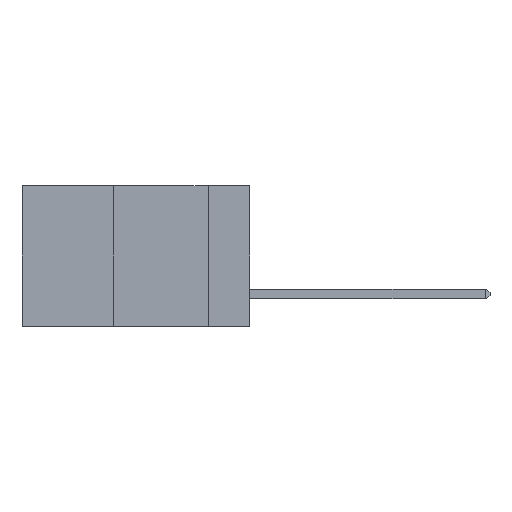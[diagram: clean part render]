
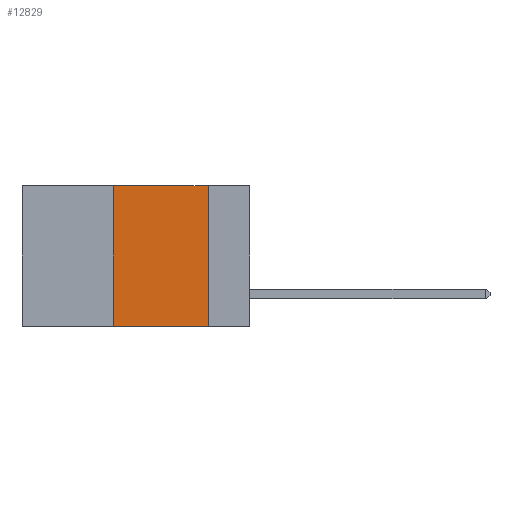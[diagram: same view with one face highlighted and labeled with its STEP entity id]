
A CAD part, left-side view. The second image highlights one B-rep face of the part: STEP entity #12829.
In plain terms, the highlighted planar face has unit normal (-1, 0, 0).
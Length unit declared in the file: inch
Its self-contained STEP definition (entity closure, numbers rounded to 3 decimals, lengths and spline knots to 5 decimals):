
#391 = FACE_OUTER_BOUND ( 'NONE', #1733, .T. ) ;
#806 = ORIENTED_EDGE ( 'NONE', *, *, #4884, .T. ) ;
#829 = DIRECTION ( 'NONE',  ( 0., -1., 0. ) ) ;
#1360 = CARTESIAN_POINT ( 'NONE',  ( 0., 0.11, -0.37 ) ) ;
#1379 = VERTEX_POINT ( 'NONE', #1360 ) ;
#1733 = EDGE_LOOP ( 'NONE', ( #5270, #6776, #9622, #806 ) ) ;
#2410 = VECTOR ( 'NONE', #7752, 39.37008 ) ;
#2472 = LINE ( 'NONE', #10364, #7768 ) ;
#2964 = CARTESIAN_POINT ( 'NONE',  ( 0., 0.36, 0. ) ) ;
#3216 = VECTOR ( 'NONE', #9351, 39.37008 ) ;
#3311 = AXIS2_PLACEMENT_3D ( 'NONE', #8065, #12291, #5937 ) ;
#3407 = CARTESIAN_POINT ( 'NONE',  ( 0., 0.36, -0.37 ) ) ;
#3409 = EDGE_CURVE ( 'NONE', #4378, #6621, #5963, .T. ) ;
#3558 = LINE ( 'NONE', #6090, #3216 ) ;
#4378 = VERTEX_POINT ( 'NONE', #2964 ) ;
#4740 = CARTESIAN_POINT ( 'NONE',  ( 0., 0.6, 0. ) ) ;
#4884 = EDGE_CURVE ( 'NONE', #13227, #1379, #2472, .T. ) ;
#4893 = PLANE ( 'NONE',  #3311 ) ;
#5200 = LINE ( 'NONE', #9884, #2410 ) ;
#5270 = ORIENTED_EDGE ( 'NONE', *, *, #7302, .F. ) ;
#5937 = DIRECTION ( 'NONE',  ( 0., 0., -1. ) ) ;
#5963 = LINE ( 'NONE', #4740, #11332 ) ;
#6090 = CARTESIAN_POINT ( 'NONE',  ( 0., 0.36, 0. ) ) ;
#6621 = VERTEX_POINT ( 'NONE', #8884 ) ;
#6776 = ORIENTED_EDGE ( 'NONE', *, *, #3409, .F. ) ;
#7302 = EDGE_CURVE ( 'NONE', #6621, #1379, #5200, .T. ) ;
#7752 = DIRECTION ( 'NONE',  ( 0., 0., -1. ) ) ;
#7768 = VECTOR ( 'NONE', #829, 39.37008 ) ;
#8065 = CARTESIAN_POINT ( 'NONE',  ( 0., 0.6, 0. ) ) ;
#8884 = CARTESIAN_POINT ( 'NONE',  ( 0., 0.11, 0. ) ) ;
#9043 = DIRECTION ( 'NONE',  ( 0., -1., 0. ) ) ;
#9351 = DIRECTION ( 'NONE',  ( 0., 0., 1. ) ) ;
#9622 = ORIENTED_EDGE ( 'NONE', *, *, #12402, .F. ) ;
#9884 = CARTESIAN_POINT ( 'NONE',  ( 0., 0.11, 0. ) ) ;
#10364 = CARTESIAN_POINT ( 'NONE',  ( 0., 0.6, -0.37 ) ) ;
#11332 = VECTOR ( 'NONE', #9043, 39.37008 ) ;
#12291 = DIRECTION ( 'NONE',  ( 1., 0., 0. ) ) ;
#12402 = EDGE_CURVE ( 'NONE', #13227, #4378, #3558, .T. ) ;
#12829 = ADVANCED_FACE ( 'NONE', ( #391 ), #4893, .F. ) ;
#13227 = VERTEX_POINT ( 'NONE', #3407 ) ;
